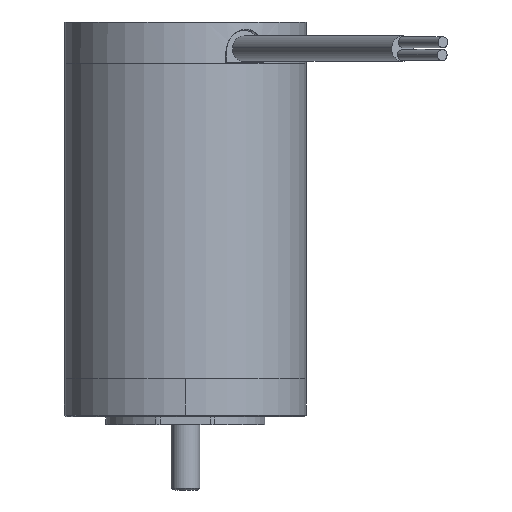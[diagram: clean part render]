
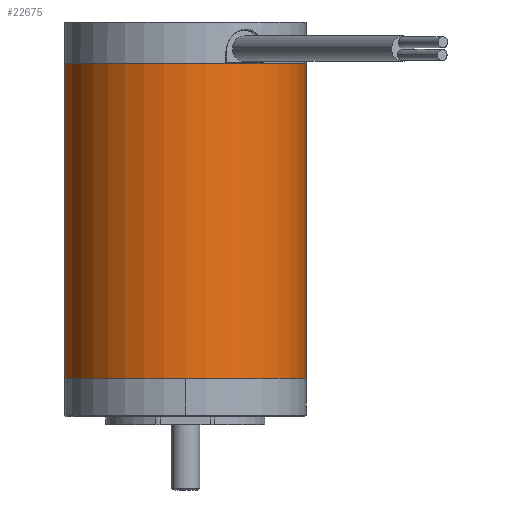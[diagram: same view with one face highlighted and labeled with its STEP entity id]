
A CAD part, front view. The second image highlights one B-rep face of the part: STEP entity #22675.
In plain terms, the highlighted cylindrical face has radius 38 mm (diameter 76 mm), a partial arc.
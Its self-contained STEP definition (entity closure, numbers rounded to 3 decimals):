
#1335 = EDGE_LOOP ( 'NONE', ( #31120, #18038, #9332, #33768 ) ) ;
#1681 = DIRECTION ( 'NONE',  ( 0., 0., -1. ) ) ;
#2081 = DIRECTION ( 'NONE',  ( 0., 0., 1. ) ) ;
#3034 = DIRECTION ( 'NONE',  ( -1., 0., 0. ) ) ;
#3357 = CARTESIAN_POINT ( 'NONE',  ( -38., 0., 99. ) ) ;
#7441 = CARTESIAN_POINT ( 'NONE',  ( 0., 0., 99. ) ) ;
#7869 = VECTOR ( 'NONE', #1681, 1000. ) ;
#8159 = DIRECTION ( 'NONE',  ( 0., 0., 1. ) ) ;
#8568 = DIRECTION ( 'NONE',  ( 0., 0., -1. ) ) ;
#9332 = ORIENTED_EDGE ( 'NONE', *, *, #27639, .T. ) ;
#9895 = EDGE_CURVE ( 'NONE', #34023, #29968, #12222, .T. ) ;
#10796 = CARTESIAN_POINT ( 'NONE',  ( 38., 0., 0. ) ) ;
#12222 = LINE ( 'NONE', #31506, #7869 ) ;
#12635 = DIRECTION ( 'NONE',  ( 1., 0., 0. ) ) ;
#14134 = CARTESIAN_POINT ( 'NONE',  ( -38., 0., 99. ) ) ;
#14309 = LINE ( 'NONE', #14134, #24881 ) ;
#16467 = AXIS2_PLACEMENT_3D ( 'NONE', #24566, #8159, #24743 ) ;
#16557 = VERTEX_POINT ( 'NONE', #23508 ) ;
#18038 = ORIENTED_EDGE ( 'NONE', *, *, #31398, .F. ) ;
#18139 = AXIS2_PLACEMENT_3D ( 'NONE', #7441, #2081, #12635 ) ;
#22675 = ADVANCED_FACE ( 'NONE', ( #25156 ), #33016, .T. ) ;
#23508 = CARTESIAN_POINT ( 'NONE',  ( -38., 0., 0. ) ) ;
#24566 = CARTESIAN_POINT ( 'NONE',  ( 0., 0., 0. ) ) ;
#24614 = CARTESIAN_POINT ( 'NONE',  ( 0., 0., 99. ) ) ;
#24743 = DIRECTION ( 'NONE',  ( 1., 0., 0. ) ) ;
#24881 = VECTOR ( 'NONE', #34091, 1000. ) ;
#25012 = CIRCLE ( 'NONE', #16467, 38. ) ;
#25156 = FACE_OUTER_BOUND ( 'NONE', #1335, .T. ) ;
#25581 = CIRCLE ( 'NONE', #18139, 38. ) ;
#27639 = EDGE_CURVE ( 'NONE', #32984, #16557, #14309, .T. ) ;
#28746 = CARTESIAN_POINT ( 'NONE',  ( 38., 0., 99. ) ) ;
#29968 = VERTEX_POINT ( 'NONE', #10796 ) ;
#31120 = ORIENTED_EDGE ( 'NONE', *, *, #9895, .F. ) ;
#31398 = EDGE_CURVE ( 'NONE', #32984, #34023, #25581, .T. ) ;
#31506 = CARTESIAN_POINT ( 'NONE',  ( 38., 0., 99. ) ) ;
#32386 = EDGE_CURVE ( 'NONE', #16557, #29968, #25012, .T. ) ;
#32984 = VERTEX_POINT ( 'NONE', #3357 ) ;
#33016 = CYLINDRICAL_SURFACE ( 'NONE', #34349, 38. ) ;
#33768 = ORIENTED_EDGE ( 'NONE', *, *, #32386, .T. ) ;
#34023 = VERTEX_POINT ( 'NONE', #28746 ) ;
#34091 = DIRECTION ( 'NONE',  ( 0., 0., -1. ) ) ;
#34349 = AXIS2_PLACEMENT_3D ( 'NONE', #24614, #8568, #3034 ) ;
